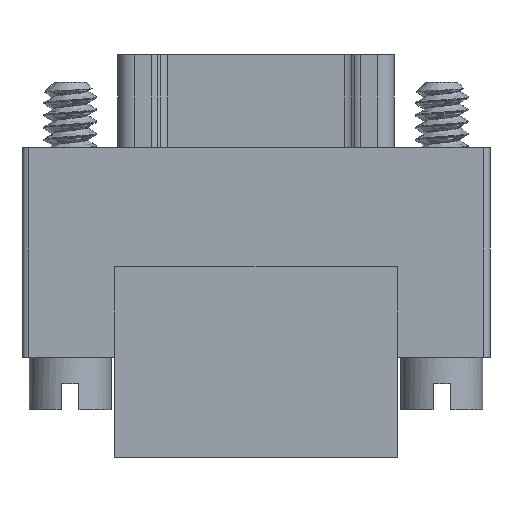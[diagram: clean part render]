
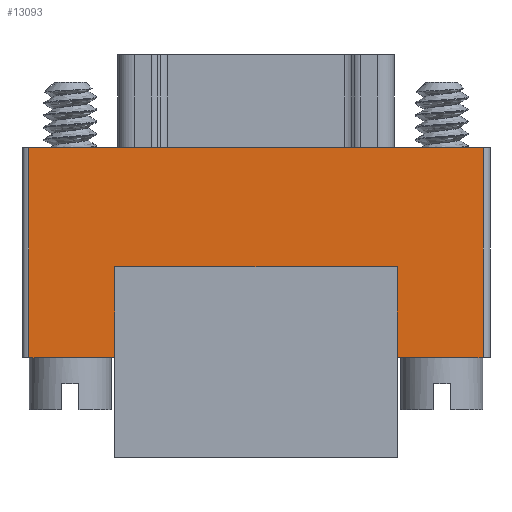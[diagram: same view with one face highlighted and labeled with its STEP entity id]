
A CAD part, front view. The second image highlights one B-rep face of the part: STEP entity #13093.
In plain terms, the highlighted planar face has unit normal (0, -1, 0).
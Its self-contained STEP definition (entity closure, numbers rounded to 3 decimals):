
#11194=DIRECTION('',(-1.,0.,0.));
#11195=VECTOR('',#11194,2.46);
#11196=CARTESIAN_POINT('',(-4.06,-1.93,0.));
#11197=LINE('',#11196,#11195);
#11220=DIRECTION('',(0.,0.,1.));
#11221=VECTOR('',#11220,6.03);
#11222=CARTESIAN_POINT('',(-6.52,-1.93,0.));
#11223=LINE('',#11222,#11221);
#11228=DIRECTION('',(-1.,0.,0.));
#11229=VECTOR('',#11228,13.04);
#11230=CARTESIAN_POINT('',(6.52,-1.93,6.03));
#11231=LINE('',#11230,#11229);
#11232=DIRECTION('',(0.,0.,-1.));
#11233=VECTOR('',#11232,2.613);
#11234=CARTESIAN_POINT('',(4.06,-1.93,2.613));
#11235=LINE('',#11234,#11233);
#11236=DIRECTION('',(1.,0.,0.));
#11237=VECTOR('',#11236,8.12);
#11238=CARTESIAN_POINT('',(-4.06,-1.93,2.613));
#11239=LINE('',#11238,#11237);
#11240=DIRECTION('',(0.,0.,1.));
#11241=VECTOR('',#11240,2.613);
#11242=CARTESIAN_POINT('',(-4.06,-1.93,0.));
#11243=LINE('',#11242,#11241);
#11248=DIRECTION('',(0.,0.,-1.));
#11249=VECTOR('',#11248,6.03);
#11250=CARTESIAN_POINT('',(6.52,-1.93,6.03));
#11251=LINE('',#11250,#11249);
#11268=DIRECTION('',(-1.,0.,0.));
#11269=VECTOR('',#11268,2.46);
#11270=CARTESIAN_POINT('',(6.52,-1.93,0.));
#11271=LINE('',#11270,#11269);
#12398=CARTESIAN_POINT('',(-4.06,-1.93,0.));
#12399=VERTEX_POINT('',#12398);
#12454=CARTESIAN_POINT('',(-6.52,-1.93,0.));
#12455=VERTEX_POINT('',#12454);
#12510=CARTESIAN_POINT('',(4.06,-1.93,0.));
#12511=VERTEX_POINT('',#12510);
#12526=CARTESIAN_POINT('',(6.52,-1.93,0.));
#12527=VERTEX_POINT('',#12526);
#12534=CARTESIAN_POINT('',(6.52,-1.93,6.03));
#12536=VERTEX_POINT('',#12534);
#12632=CARTESIAN_POINT('',(4.06,-1.93,2.613));
#12633=VERTEX_POINT('',#12632);
#12654=CARTESIAN_POINT('',(-4.06,-1.93,2.613));
#12655=VERTEX_POINT('',#12654);
#12662=CARTESIAN_POINT('',(-6.52,-1.93,6.03));
#12663=VERTEX_POINT('',#12662);
#13075=CARTESIAN_POINT('',(-6.72,-1.93,6.03));
#13076=DIRECTION('',(0.,1.,0.));
#13077=DIRECTION('',(0.,0.,1.));
#13078=AXIS2_PLACEMENT_3D('',#13075,#13076,#13077);
#13079=PLANE('',#13078);
#13080=ORIENTED_EDGE('',*,*,#13026,.T.);
#13081=ORIENTED_EDGE('',*,*,#13068,.T.);
#13082=ORIENTED_EDGE('',*,*,#12705,.F.);
#13084=ORIENTED_EDGE('',*,*,#13083,.T.);
#13086=ORIENTED_EDGE('',*,*,#13085,.T.);
#13088=ORIENTED_EDGE('',*,*,#13087,.F.);
#13089=ORIENTED_EDGE('',*,*,#12990,.F.);
#13090=ORIENTED_EDGE('',*,*,#13005,.F.);
#13091=EDGE_LOOP('',(#13080,#13081,#13082,#13084,#13086,#13088,#13089,#13090));
#13092=FACE_OUTER_BOUND('',#13091,.F.);
#12705=EDGE_CURVE('',#12536,#12663,#11231,.T.);
#12990=EDGE_CURVE('',#12655,#12633,#11239,.T.);
#13005=EDGE_CURVE('',#12399,#12655,#11243,.T.);
#13026=EDGE_CURVE('',#12399,#12455,#11197,.T.);
#13068=EDGE_CURVE('',#12455,#12663,#11223,.T.);
#13083=EDGE_CURVE('',#12536,#12527,#11251,.T.);
#13085=EDGE_CURVE('',#12527,#12511,#11271,.T.);
#13087=EDGE_CURVE('',#12633,#12511,#11235,.T.);
#13093=ADVANCED_FACE('',(#13092),#13079,.F.);
